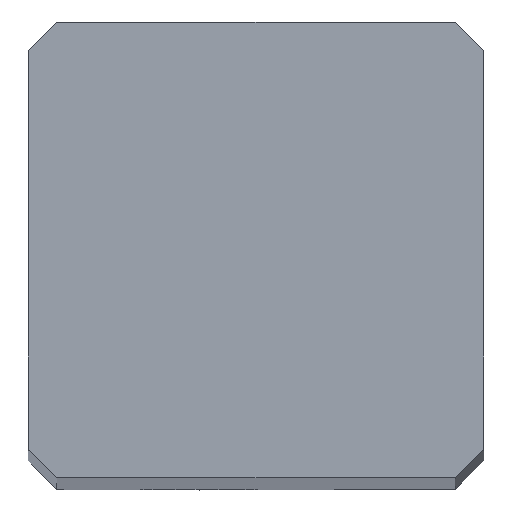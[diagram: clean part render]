
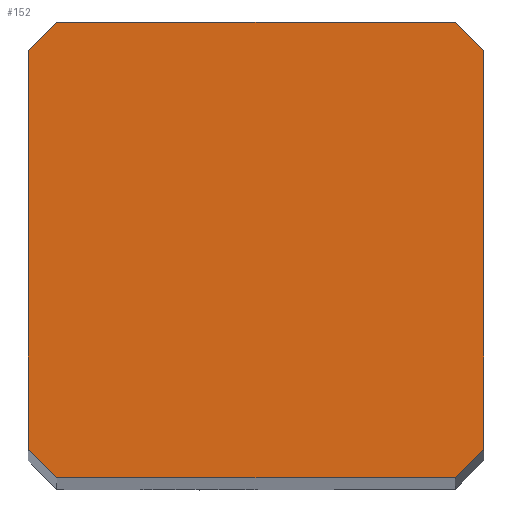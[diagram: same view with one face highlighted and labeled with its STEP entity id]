
A CAD part, top view. The second image highlights one B-rep face of the part: STEP entity #152.
In plain terms, the highlighted planar face has unit normal (0, 0, 1).
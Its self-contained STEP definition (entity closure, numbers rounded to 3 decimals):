
#99=FACE_OUTER_BOUND('',#282,.T.);
#152=ADVANCED_FACE('',(#99),#207,.T.);
#207=PLANE('',#1126);
#282=EDGE_LOOP('',(#348,#349,#350,#351,#352,#353,#354,#355));
#348=ORIENTED_EDGE('',*,*,#747,.F.);
#349=ORIENTED_EDGE('',*,*,#748,.T.);
#350=ORIENTED_EDGE('',*,*,#737,.T.);
#351=ORIENTED_EDGE('',*,*,#746,.T.);
#352=ORIENTED_EDGE('',*,*,#749,.F.);
#353=ORIENTED_EDGE('',*,*,#750,.T.);
#354=ORIENTED_EDGE('',*,*,#751,.F.);
#355=ORIENTED_EDGE('',*,*,#752,.T.);
#637=VERTEX_POINT('',#1540);
#638=VERTEX_POINT('',#1541);
#645=VERTEX_POINT('',#1557);
#646=VERTEX_POINT('',#1561);
#647=VERTEX_POINT('',#1562);
#648=VERTEX_POINT('',#1565);
#649=VERTEX_POINT('',#1567);
#650=VERTEX_POINT('',#1569);
#737=EDGE_CURVE('',#637,#638,#887,.T.);
#746=EDGE_CURVE('',#638,#645,#894,.T.);
#747=EDGE_CURVE('',#646,#647,#895,.T.);
#748=EDGE_CURVE('',#646,#637,#896,.T.);
#749=EDGE_CURVE('',#648,#645,#897,.T.);
#750=EDGE_CURVE('',#648,#649,#898,.T.);
#751=EDGE_CURVE('',#650,#649,#899,.T.);
#752=EDGE_CURVE('',#650,#647,#900,.T.);
#887=LINE('',#1539,#968);
#894=LINE('',#1558,#975);
#895=LINE('',#1560,#976);
#896=LINE('',#1563,#977);
#897=LINE('',#1564,#978);
#898=LINE('',#1566,#979);
#899=LINE('',#1568,#980);
#900=LINE('',#1570,#981);
#968=VECTOR('',#1244,1.);
#975=VECTOR('',#1257,1.);
#976=VECTOR('',#1260,1.);
#977=VECTOR('',#1261,1.);
#978=VECTOR('',#1262,1.);
#979=VECTOR('',#1263,1.);
#980=VECTOR('',#1264,1.);
#981=VECTOR('',#1265,1.);
#1126=AXIS2_PLACEMENT_3D('',#1571,#1266,#1267);
#1244=DIRECTION('',(1.,0.,0.));
#1257=DIRECTION('',(0.707,0.707,0.));
#1260=DIRECTION('',(0.,1.,0.));
#1261=DIRECTION('',(0.707,-0.707,0.));
#1262=DIRECTION('',(0.,-1.,0.));
#1263=DIRECTION('',(-0.707,0.707,0.));
#1264=DIRECTION('',(1.,0.,0.));
#1265=DIRECTION('',(-0.707,-0.707,0.));
#1266=DIRECTION('',(0.,0.,1.));
#1267=DIRECTION('',(1.,0.,0.));
#1539=CARTESIAN_POINT('',(-7.5,0.,0.));
#1540=CARTESIAN_POINT('',(-7.5,0.,0.));
#1541=CARTESIAN_POINT('',(-0.5,0.,0.));
#1557=CARTESIAN_POINT('',(0.,0.5,0.));
#1558=CARTESIAN_POINT('',(-0.5,0.,0.));
#1560=CARTESIAN_POINT('',(-8.,0.5,0.));
#1561=CARTESIAN_POINT('',(-8.,0.5,0.));
#1562=CARTESIAN_POINT('',(-8.,7.5,0.));
#1563=CARTESIAN_POINT('',(-8.,0.5,0.));
#1564=CARTESIAN_POINT('',(0.,7.5,0.));
#1565=CARTESIAN_POINT('',(0.,7.5,0.));
#1566=CARTESIAN_POINT('',(0.,7.5,0.));
#1567=CARTESIAN_POINT('',(-0.5,8.,0.));
#1568=CARTESIAN_POINT('',(-7.5,8.,0.));
#1569=CARTESIAN_POINT('',(-7.5,8.,0.));
#1570=CARTESIAN_POINT('',(-7.5,8.,0.));
#1571=CARTESIAN_POINT('',(-4.,4.,0.));
